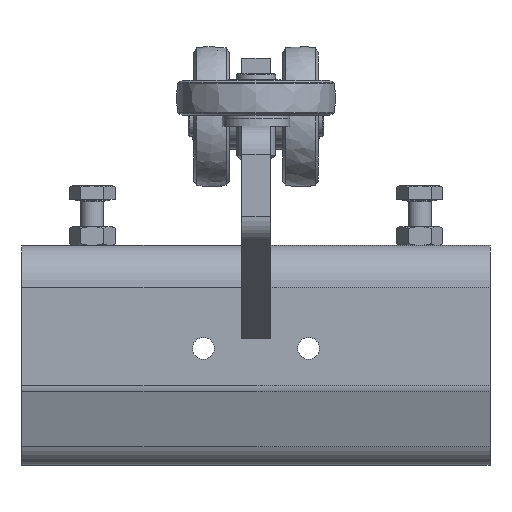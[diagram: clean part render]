
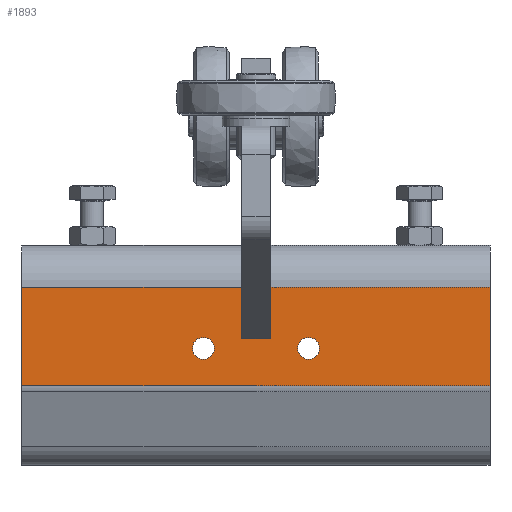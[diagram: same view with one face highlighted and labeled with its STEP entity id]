
A CAD part, left-side view. The second image highlights one B-rep face of the part: STEP entity #1893.
In plain terms, the highlighted face is planar.
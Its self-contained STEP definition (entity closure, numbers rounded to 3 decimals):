
#1893=ADVANCED_FACE('',(#3762,#3763,#3764),#3765,.T.);
#3762=FACE_OUTER_BOUND('',#6002,.T.);
#3763=FACE_BOUND('',#6003,.T.);
#3764=FACE_BOUND('',#6004,.T.);
#3765=PLANE('',#6005);
#6002=EDGE_LOOP('',(#9174,#9175,#9176,#9177));
#6003=EDGE_LOOP('',(#9178));
#6004=EDGE_LOOP('',(#9179));
#6005=AXIS2_PLACEMENT_3D('',#9180,#9181,#9182);
#9174=ORIENTED_EDGE('',*,*,#11505,.T.);
#9175=ORIENTED_EDGE('',*,*,#12360,.F.);
#9176=ORIENTED_EDGE('',*,*,#12361,.F.);
#9177=ORIENTED_EDGE('',*,*,#12180,.T.);
#9178=ORIENTED_EDGE('',*,*,#12362,.T.);
#9179=ORIENTED_EDGE('',*,*,#12363,.T.);
#9180=CARTESIAN_POINT('',(-33.059,86.946,-47.169));
#9181=DIRECTION('',(1.,0.,0.));
#9182=DIRECTION('',(0.,1.,0.));
#11505=EDGE_CURVE('',#13167,#13165,#13168,.T.);
#12180=EDGE_CURVE('',#14261,#13167,#14262,.T.);
#12360=EDGE_CURVE('',#14524,#13165,#14525,.T.);
#12361=EDGE_CURVE('',#14261,#14524,#14526,.T.);
#12362=EDGE_CURVE('',#14527,#14527,#14528,.T.);
#12363=EDGE_CURVE('',#14529,#14529,#14530,.T.);
#13165=VERTEX_POINT('',#15587);
#13167=VERTEX_POINT('',#15589);
#13168=LINE('',#15590,#15591);
#14261=VERTEX_POINT('',#16970);
#14262=LINE('',#16971,#16972);
#14524=VERTEX_POINT('',#17317);
#14525=LINE('',#17318,#17319);
#14526=LINE('',#17320,#17321);
#14527=VERTEX_POINT('',#17322);
#14528=CIRCLE('',#17323,4.65);
#14529=VERTEX_POINT('',#17324);
#14530=CIRCLE('',#17325,4.65);
#15587=CARTESIAN_POINT('',(-33.059,86.946,-47.169));
#15589=CARTESIAN_POINT('',(-33.059,86.946,-89.068));
#15590=CARTESIAN_POINT('',(-33.059,86.946,-71.415));
#15591=VECTOR('',#18471,1.);
#16970=CARTESIAN_POINT('',(-33.059,-113.054,-89.068));
#16971=CARTESIAN_POINT('',(-33.059,86.946,-89.068));
#16972=VECTOR('',#19546,1.);
#17317=CARTESIAN_POINT('',(-33.059,-113.054,-47.169));
#17318=CARTESIAN_POINT('',(-33.059,86.946,-47.169));
#17319=VECTOR('',#19777,1.);
#17320=CARTESIAN_POINT('',(-33.059,-113.054,-71.415));
#17321=VECTOR('',#19778,1.);
#17322=CARTESIAN_POINT('',(-33.059,9.446,-68.519));
#17323=AXIS2_PLACEMENT_3D('',#19779,#19780,#19781);
#17324=CARTESIAN_POINT('',(-33.059,-35.554,-68.519));
#17325=AXIS2_PLACEMENT_3D('',#19782,#19783,#19784);
#18471=DIRECTION('',(0.,0.,1.));
#19546=DIRECTION('',(0.,1.,0.));
#19777=DIRECTION('',(0.,1.,0.));
#19778=DIRECTION('',(0.,0.,1.));
#19779=CARTESIAN_POINT('',(-33.059,9.446,-73.169));
#19780=DIRECTION('',(-1.,0.,0.));
#19781=DIRECTION('',(0.,0.,1.));
#19782=CARTESIAN_POINT('',(-33.059,-35.554,-73.169));
#19783=DIRECTION('',(-1.,0.,0.));
#19784=DIRECTION('',(0.,0.,1.));
